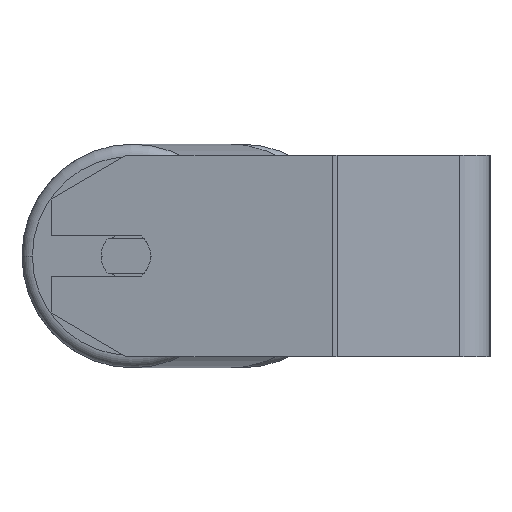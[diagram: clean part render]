
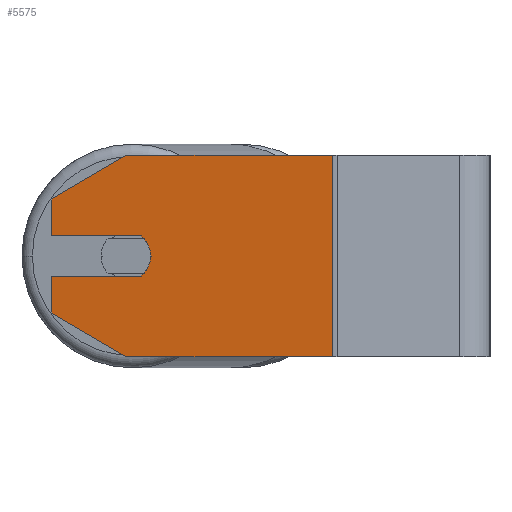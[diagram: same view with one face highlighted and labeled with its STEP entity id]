
A CAD part, left-side view. The second image highlights one B-rep face of the part: STEP entity #5575.
In plain terms, the highlighted planar face has unit normal (-0.985, 0.174, 0).
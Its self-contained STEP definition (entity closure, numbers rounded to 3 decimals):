
#120 = VECTOR ( 'NONE', #2863, 1000. ) ;
#149 = VERTEX_POINT ( 'NONE', #7212 ) ;
#170 = CARTESIAN_POINT ( 'NONE',  ( -380.126, 174.38, 40. ) ) ;
#474 = PLANE ( 'NONE',  #8583 ) ;
#553 = VECTOR ( 'NONE', #2133, 1000. ) ;
#633 = VERTEX_POINT ( 'NONE', #8154 ) ;
#647 = EDGE_CURVE ( 'NONE', #1862, #6083, #7298, .T. ) ;
#757 = EDGE_CURVE ( 'NONE', #149, #5980, #6419, .T. ) ;
#842 = VECTOR ( 'NONE', #5077, 1000. ) ;
#856 = CARTESIAN_POINT ( 'NONE',  ( -399.818, 62.704, 40. ) ) ;
#946 = VECTOR ( 'NONE', #2964, 1000. ) ;
#986 = DIRECTION ( 'NONE',  ( 0.15, 0.853, -0.5 ) ) ;
#1052 = DIRECTION ( 'NONE',  ( 0.174, 0.985, 0. ) ) ;
#1240 = VECTOR ( 'NONE', #3403, 1000. ) ;
#1627 = EDGE_CURVE ( 'NONE', #6083, #8165, #2649, .T. ) ;
#1862 = VERTEX_POINT ( 'NONE', #2595 ) ;
#1927 = VECTOR ( 'NONE', #986, 1000. ) ;
#2039 = ORIENTED_EDGE ( 'NONE', *, *, #647, .F. ) ;
#2133 = DIRECTION ( 'NONE',  ( 0.174, 0.985, 0. ) ) ;
#2194 = EDGE_CURVE ( 'NONE', #5579, #8040, #4820, .T. ) ;
#2234 = VECTOR ( 'NONE', #7520, 1000. ) ;
#2315 = ORIENTED_EDGE ( 'NONE', *, *, #5487, .T. ) ;
#2423 = CARTESIAN_POINT ( 'NONE',  ( -380.126, 174.38, 22.679 ) ) ;
#2462 = CARTESIAN_POINT ( 'NONE',  ( -385.336, 144.836, 0. ) ) ;
#2569 = ORIENTED_EDGE ( 'NONE', *, *, #7166, .F. ) ;
#2595 = CARTESIAN_POINT ( 'NONE',  ( -386.378, 138.927, -8. ) ) ;
#2649 = CIRCLE ( 'NONE', #7594, 10. ) ;
#2678 = EDGE_CURVE ( 'NONE', #3796, #633, #5576, .T. ) ;
#2708 = EDGE_CURVE ( 'NONE', #8165, #5744, #6826, .T. ) ;
#2848 = CARTESIAN_POINT ( 'NONE',  ( -380.126, 174.38, 22.679 ) ) ;
#2857 = ORIENTED_EDGE ( 'NONE', *, *, #1627, .F. ) ;
#2863 = DIRECTION ( 'NONE',  ( 0., 0., -1. ) ) ;
#2866 = CARTESIAN_POINT ( 'NONE',  ( -380.126, 174.38, 8. ) ) ;
#2870 = CARTESIAN_POINT ( 'NONE',  ( -380.126, 174.38, 40. ) ) ;
#2964 = DIRECTION ( 'NONE',  ( -0.15, -0.853, -0.5 ) ) ;
#2983 = EDGE_CURVE ( 'NONE', #3796, #1862, #8099, .T. ) ;
#3016 = EDGE_LOOP ( 'NONE', ( #2039, #5279, #5558, #2315, #4791, #2569, #5049, #6498, #8308, #8519, #2857 ) ) ;
#3032 = EDGE_CURVE ( 'NONE', #149, #5094, #4853, .T. ) ;
#3403 = DIRECTION ( 'NONE',  ( -0.174, -0.985, 0. ) ) ;
#3448 = DIRECTION ( 'NONE',  ( -0.174, -0.985, 0. ) ) ;
#3449 = CARTESIAN_POINT ( 'NONE',  ( -386.378, 138.927, 8. ) ) ;
#3796 = VERTEX_POINT ( 'NONE', #8111 ) ;
#4121 = DIRECTION ( 'NONE',  ( -0.174, -0.985, 0. ) ) ;
#4526 = CARTESIAN_POINT ( 'NONE',  ( -386.378, 138.927, 8. ) ) ;
#4639 = VECTOR ( 'NONE', #3448, 1000. ) ;
#4696 = CARTESIAN_POINT ( 'NONE',  ( -385.336, 144.836, 0. ) ) ;
#4725 = EDGE_CURVE ( 'NONE', #5980, #5744, #6227, .T. ) ;
#4791 = ORIENTED_EDGE ( 'NONE', *, *, #2194, .T. ) ;
#4820 = LINE ( 'NONE', #7398, #4639 ) ;
#4830 = CARTESIAN_POINT ( 'NONE',  ( -387.072, 134.988, 0. ) ) ;
#4853 = LINE ( 'NONE', #2870, #2234 ) ;
#4855 = LINE ( 'NONE', #7562, #946 ) ;
#5049 = ORIENTED_EDGE ( 'NONE', *, *, #3032, .F. ) ;
#5075 = FACE_OUTER_BOUND ( 'NONE', #3016, .T. ) ;
#5077 = DIRECTION ( 'NONE',  ( 0., 0., -1. ) ) ;
#5094 = VERTEX_POINT ( 'NONE', #856 ) ;
#5108 = DIRECTION ( 'NONE',  ( -0.985, 0.174, 0. ) ) ;
#5279 = ORIENTED_EDGE ( 'NONE', *, *, #2983, .F. ) ;
#5487 = EDGE_CURVE ( 'NONE', #633, #5579, #4855, .T. ) ;
#5558 = ORIENTED_EDGE ( 'NONE', *, *, #2678, .T. ) ;
#5575 = ADVANCED_FACE ( 'NONE', ( #5075 ), #474, .F. ) ;
#5576 = LINE ( 'NONE', #6864, #5920 ) ;
#5579 = VERTEX_POINT ( 'NONE', #8368 ) ;
#5661 = CARTESIAN_POINT ( 'NONE',  ( -380.126, 174.38, 40. ) ) ;
#5688 = DIRECTION ( 'NONE',  ( -0.174, -0.985, 0. ) ) ;
#5744 = VERTEX_POINT ( 'NONE', #2866 ) ;
#5920 = VECTOR ( 'NONE', #8148, 1000. ) ;
#5980 = VERTEX_POINT ( 'NONE', #2423 ) ;
#6083 = VERTEX_POINT ( 'NONE', #4830 ) ;
#6189 = CARTESIAN_POINT ( 'NONE',  ( -386.378, 138.927, -8. ) ) ;
#6227 = LINE ( 'NONE', #170, #120 ) ;
#6419 = LINE ( 'NONE', #2848, #1927 ) ;
#6498 = ORIENTED_EDGE ( 'NONE', *, *, #757, .T. ) ;
#6590 = AXIS2_PLACEMENT_3D ( 'NONE', #4696, #8027, #4121 ) ;
#6826 = LINE ( 'NONE', #3449, #553 ) ;
#6864 = CARTESIAN_POINT ( 'NONE',  ( -380.126, 174.38, 40. ) ) ;
#6869 = LINE ( 'NONE', #7036, #842 ) ;
#7015 = CARTESIAN_POINT ( 'NONE',  ( -399.818, 62.704, -40. ) ) ;
#7036 = CARTESIAN_POINT ( 'NONE',  ( -399.818, 62.704, 40. ) ) ;
#7166 = EDGE_CURVE ( 'NONE', #5094, #8040, #6869, .T. ) ;
#7212 = CARTESIAN_POINT ( 'NONE',  ( -385.336, 144.836, 40. ) ) ;
#7298 = CIRCLE ( 'NONE', #6590, 10. ) ;
#7398 = CARTESIAN_POINT ( 'NONE',  ( -380.126, 174.38, -40. ) ) ;
#7520 = DIRECTION ( 'NONE',  ( -0.174, -0.985, 0. ) ) ;
#7562 = CARTESIAN_POINT ( 'NONE',  ( -385.336, 144.836, -40. ) ) ;
#7594 = AXIS2_PLACEMENT_3D ( 'NONE', #2462, #5108, #5688 ) ;
#7789 = DIRECTION ( 'NONE',  ( 0.985, -0.174, 0. ) ) ;
#8027 = DIRECTION ( 'NONE',  ( -0.985, 0.174, 0. ) ) ;
#8040 = VERTEX_POINT ( 'NONE', #7015 ) ;
#8099 = LINE ( 'NONE', #6189, #1240 ) ;
#8111 = CARTESIAN_POINT ( 'NONE',  ( -380.126, 174.38, -8. ) ) ;
#8148 = DIRECTION ( 'NONE',  ( 0., 0., -1. ) ) ;
#8154 = CARTESIAN_POINT ( 'NONE',  ( -380.126, 174.38, -22.679 ) ) ;
#8165 = VERTEX_POINT ( 'NONE', #4526 ) ;
#8308 = ORIENTED_EDGE ( 'NONE', *, *, #4725, .T. ) ;
#8368 = CARTESIAN_POINT ( 'NONE',  ( -385.336, 144.836, -40. ) ) ;
#8519 = ORIENTED_EDGE ( 'NONE', *, *, #2708, .F. ) ;
#8583 = AXIS2_PLACEMENT_3D ( 'NONE', #5661, #7789, #1052 ) ;
